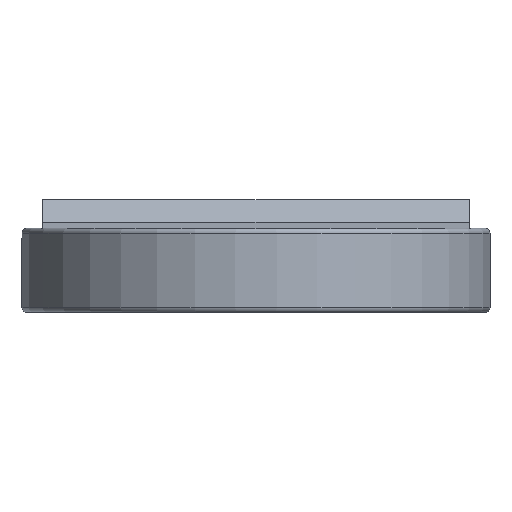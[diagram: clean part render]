
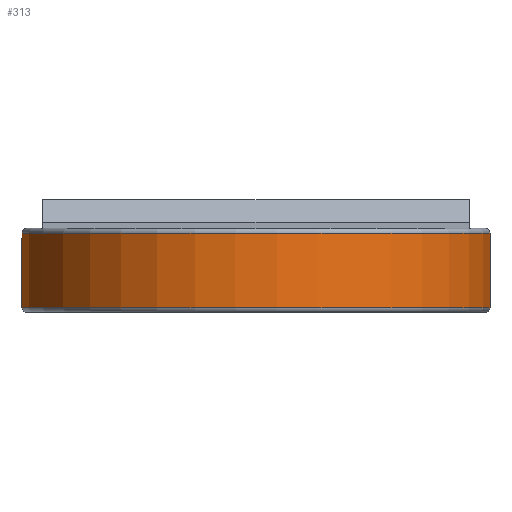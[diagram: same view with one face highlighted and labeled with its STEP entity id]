
A CAD part, left-side view. The second image highlights one B-rep face of the part: STEP entity #313.
In plain terms, the highlighted cylindrical face has radius 62.865 mm (diameter 125.73 mm), a partial arc.
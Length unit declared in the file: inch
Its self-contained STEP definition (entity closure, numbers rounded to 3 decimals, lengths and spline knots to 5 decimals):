
#179 = LINE ( 'NONE', #10293, #7594 ) ;
#275 = EDGE_CURVE ( 'NONE', #7510, #10340, #6265, .T. ) ;
#313 = ADVANCED_FACE ( 'NONE', ( #7718 ), #6591, .T. ) ;
#604 = DIRECTION ( 'NONE',  ( 1., 0., 0. ) ) ;
#741 = VECTOR ( 'NONE', #3940, 39.37008 ) ;
#823 = EDGE_CURVE ( 'NONE', #3794, #1966, #5558, .T. ) ;
#1966 = VERTEX_POINT ( 'NONE', #12824 ) ;
#2615 = DIRECTION ( 'NONE',  ( 0., 0., 1. ) ) ;
#3434 = AXIS2_PLACEMENT_3D ( 'NONE', #12916, #10840, #3735 ) ;
#3449 = CARTESIAN_POINT ( 'NONE',  ( 0.65228, -2.3875, 0.335 ) ) ;
#3549 = CARTESIAN_POINT ( 'NONE',  ( 0., 0., 1.88535 ) ) ;
#3735 = DIRECTION ( 'NONE',  ( 1., 0., 0. ) ) ;
#3794 = VERTEX_POINT ( 'NONE', #3449 ) ;
#3940 = DIRECTION ( 'NONE',  ( 0., 0., -1. ) ) ;
#4002 = LINE ( 'NONE', #13115, #741 ) ;
#4545 = AXIS2_PLACEMENT_3D ( 'NONE', #3549, #5712, #604 ) ;
#4564 = CARTESIAN_POINT ( 'NONE',  ( 0., 0., -0.45 ) ) ;
#5038 = EDGE_CURVE ( 'NONE', #1966, #7510, #4002, .T. ) ;
#5182 = AXIS2_PLACEMENT_3D ( 'NONE', #4564, #2615, #10721 ) ;
#5439 = ORIENTED_EDGE ( 'NONE', *, *, #5038, .T. ) ;
#5481 = DIRECTION ( 'NONE',  ( 0., 0., 1. ) ) ;
#5558 = CIRCLE ( 'NONE', #3434, 2.475 ) ;
#5712 = DIRECTION ( 'NONE',  ( 0., 0., 1. ) ) ;
#5761 = EDGE_LOOP ( 'NONE', ( #5439, #6638, #6796, #7656 ) ) ;
#6183 = CARTESIAN_POINT ( 'NONE',  ( 0.65228, -2.3875, -0.45 ) ) ;
#6265 = CIRCLE ( 'NONE', #5182, 2.475 ) ;
#6591 = CYLINDRICAL_SURFACE ( 'NONE', #4545, 2.475 ) ;
#6638 = ORIENTED_EDGE ( 'NONE', *, *, #275, .T. ) ;
#6796 = ORIENTED_EDGE ( 'NONE', *, *, #12967, .T. ) ;
#7230 = CARTESIAN_POINT ( 'NONE',  ( 0.65228, 2.3875, -0.45 ) ) ;
#7510 = VERTEX_POINT ( 'NONE', #7230 ) ;
#7594 = VECTOR ( 'NONE', #5481, 39.37008 ) ;
#7656 = ORIENTED_EDGE ( 'NONE', *, *, #823, .T. ) ;
#7718 = FACE_OUTER_BOUND ( 'NONE', #5761, .T. ) ;
#10293 = CARTESIAN_POINT ( 'NONE',  ( 0.65228, -2.3875, 1.88535 ) ) ;
#10340 = VERTEX_POINT ( 'NONE', #6183 ) ;
#10721 = DIRECTION ( 'NONE',  ( 1., 0., 0. ) ) ;
#10840 = DIRECTION ( 'NONE',  ( 0., 0., -1. ) ) ;
#12824 = CARTESIAN_POINT ( 'NONE',  ( 0.65228, 2.3875, 0.335 ) ) ;
#12916 = CARTESIAN_POINT ( 'NONE',  ( 0., 0., 0.335 ) ) ;
#12967 = EDGE_CURVE ( 'NONE', #10340, #3794, #179, .T. ) ;
#13115 = CARTESIAN_POINT ( 'NONE',  ( 0.65228, 2.3875, 1.88535 ) ) ;
